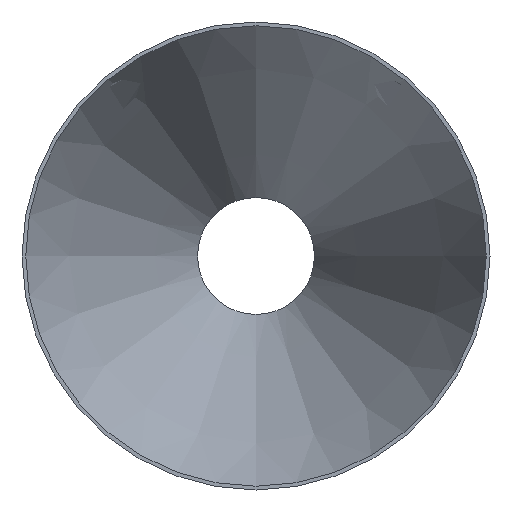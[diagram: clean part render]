
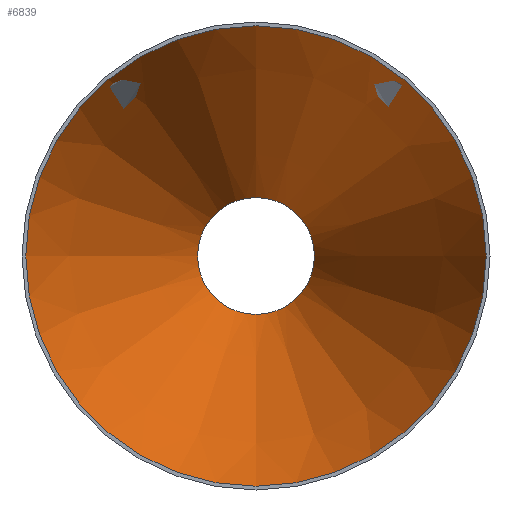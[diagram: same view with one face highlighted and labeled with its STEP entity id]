
A CAD part, front view. The second image highlights one B-rep face of the part: STEP entity #6839.
In plain terms, the highlighted conical face has half-angle 22.739 degrees and reference radius 199.947 mm.
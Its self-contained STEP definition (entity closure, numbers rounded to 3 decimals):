
#1598 = EDGE_LOOP ( 'NONE', ( #25073 ) ) ;
#2350 = FACE_BOUND ( 'NONE', #1598, .T. ) ;
#3880 = CIRCLE ( 'NONE', #23780, 199.947 ) ;
#4330 = EDGE_CURVE ( 'NONE', #15406, #15406, #3880, .T. ) ;
#5975 = CONICAL_SURFACE ( 'NONE', #11462, 199.947, 0.397 ) ;
#6839 = ADVANCED_FACE ( 'NONE', ( #2350, #9238 ), #5975, .F. ) ;
#9149 = AXIS2_PLACEMENT_3D ( 'NONE', #17298, #13445, #10413 ) ;
#9238 = FACE_OUTER_BOUND ( 'NONE', #28160, .T. ) ;
#10413 = DIRECTION ( 'NONE',  ( 0., 0., -1. ) ) ;
#11462 = AXIS2_PLACEMENT_3D ( 'NONE', #22344, #35389, #28964 ) ;
#13445 = DIRECTION ( 'NONE',  ( 0., -1., 0. ) ) ;
#15406 = VERTEX_POINT ( 'NONE', #36338 ) ;
#17298 = CARTESIAN_POINT ( 'NONE',  ( 0., 356., 0. ) ) ;
#18737 = CIRCLE ( 'NONE', #9149, 50.747 ) ;
#22344 = CARTESIAN_POINT ( 'NONE',  ( 0., 0., 0. ) ) ;
#23515 = DIRECTION ( 'NONE',  ( 0., 0., -1. ) ) ;
#23780 = AXIS2_PLACEMENT_3D ( 'NONE', #26505, #39604, #23515 ) ;
#25073 = ORIENTED_EDGE ( 'NONE', *, *, #36840, .F. ) ;
#26505 = CARTESIAN_POINT ( 'NONE',  ( 0., 0., 0. ) ) ;
#28160 = EDGE_LOOP ( 'NONE', ( #39107 ) ) ;
#28964 = DIRECTION ( 'NONE',  ( 0., 0., -1. ) ) ;
#29906 = VERTEX_POINT ( 'NONE', #31691 ) ;
#31691 = CARTESIAN_POINT ( 'NONE',  ( 0., 356., -50.747 ) ) ;
#35389 = DIRECTION ( 'NONE',  ( 0., -1., 0. ) ) ;
#36338 = CARTESIAN_POINT ( 'NONE',  ( 0., 0., -199.947 ) ) ;
#36840 = EDGE_CURVE ( 'NONE', #29906, #29906, #18737, .T. ) ;
#39107 = ORIENTED_EDGE ( 'NONE', *, *, #4330, .T. ) ;
#39604 = DIRECTION ( 'NONE',  ( 0., -1., 0. ) ) ;
